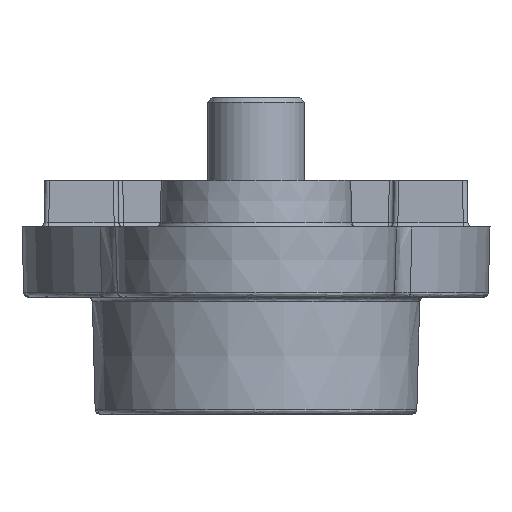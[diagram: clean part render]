
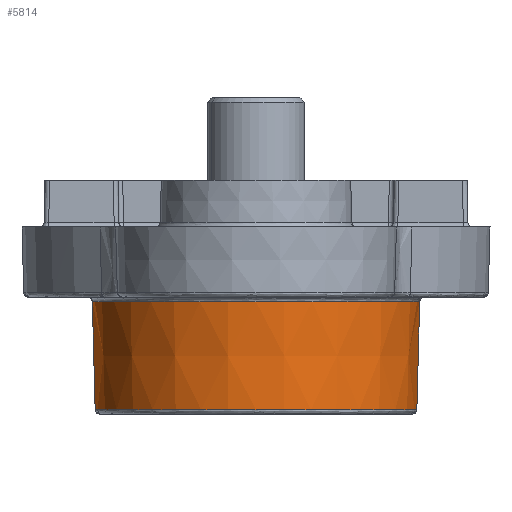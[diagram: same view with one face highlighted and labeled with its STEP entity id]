
A CAD part, left-side view. The second image highlights one B-rep face of the part: STEP entity #5814.
In plain terms, the highlighted conical face has half-angle 1.5 degrees and reference radius 3.497 mm.
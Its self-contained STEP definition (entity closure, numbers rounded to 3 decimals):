
#360 = CARTESIAN_POINT ( 'NONE',  ( -7., 0., 12.903 ) ) ;
#369 = EDGE_CURVE ( 'NONE', #1658, #675, #5480, .T. ) ;
#472 = DIRECTION ( 'NONE',  ( 0., 0., 1. ) ) ;
#508 = FACE_OUTER_BOUND ( 'NONE', #1227, .T. ) ;
#675 = VERTEX_POINT ( 'NONE', #3214 ) ;
#708 = EDGE_CURVE ( 'NONE', #1401, #675, #868, .T. ) ;
#868 = CIRCLE ( 'NONE', #5518, 3.497 ) ;
#1074 = DIRECTION ( 'NONE',  ( 0., 0.026, 1. ) ) ;
#1227 = EDGE_LOOP ( 'NONE', ( #2140, #4359, #2450, #2560 ) ) ;
#1401 = VERTEX_POINT ( 'NONE', #5908 ) ;
#1590 = DIRECTION ( 'NONE',  ( 0., -1., 0. ) ) ;
#1658 = VERTEX_POINT ( 'NONE', #4231 ) ;
#2089 = CARTESIAN_POINT ( 'NONE',  ( -7., 3.5, 13. ) ) ;
#2121 = DIRECTION ( 'NONE',  ( 0., -1., 0. ) ) ;
#2140 = ORIENTED_EDGE ( 'NONE', *, *, #6462, .T. ) ;
#2188 = CARTESIAN_POINT ( 'NONE',  ( -7., 0., 12.903 ) ) ;
#2288 = CARTESIAN_POINT ( 'NONE',  ( -7., 0., 10.597 ) ) ;
#2450 = ORIENTED_EDGE ( 'NONE', *, *, #369, .F. ) ;
#2560 = ORIENTED_EDGE ( 'NONE', *, *, #7143, .T. ) ;
#2728 = DIRECTION ( 'NONE',  ( 0., 0., 1. ) ) ;
#2895 = AXIS2_PLACEMENT_3D ( 'NONE', #360, #472, #2121 ) ;
#2907 = CIRCLE ( 'NONE', #6627, 3.437 ) ;
#3113 = LINE ( 'NONE', #4758, #3263 ) ;
#3214 = CARTESIAN_POINT ( 'NONE',  ( -7., 3.497, 12.903 ) ) ;
#3263 = VECTOR ( 'NONE', #5913, 1000. ) ;
#3618 = CARTESIAN_POINT ( 'NONE',  ( -7., -3.437, 10.597 ) ) ;
#4231 = CARTESIAN_POINT ( 'NONE',  ( -7., 3.437, 10.597 ) ) ;
#4359 = ORIENTED_EDGE ( 'NONE', *, *, #708, .T. ) ;
#4576 = VECTOR ( 'NONE', #1074, 1000. ) ;
#4758 = CARTESIAN_POINT ( 'NONE',  ( -7., -13070.314, 499014.5 ) ) ;
#4988 = VERTEX_POINT ( 'NONE', #3618 ) ;
#5480 = LINE ( 'NONE', #2089, #4576 ) ;
#5518 = AXIS2_PLACEMENT_3D ( 'NONE', #2188, #6552, #5542 ) ;
#5542 = DIRECTION ( 'NONE',  ( 0., -1., 0. ) ) ;
#5814 = ADVANCED_FACE ( 'NONE', ( #508 ), #6034, .T. ) ;
#5908 = CARTESIAN_POINT ( 'NONE',  ( -7., -3.497, 12.903 ) ) ;
#5913 = DIRECTION ( 'NONE',  ( 0., -0.026, 1. ) ) ;
#6034 = CONICAL_SURFACE ( 'NONE', #2895, 3.497, 0.026 ) ;
#6462 = EDGE_CURVE ( 'NONE', #4988, #1401, #3113, .T. ) ;
#6552 = DIRECTION ( 'NONE',  ( 0., 0., -1. ) ) ;
#6627 = AXIS2_PLACEMENT_3D ( 'NONE', #2288, #2728, #1590 ) ;
#7143 = EDGE_CURVE ( 'NONE', #1658, #4988, #2907, .T. ) ;
